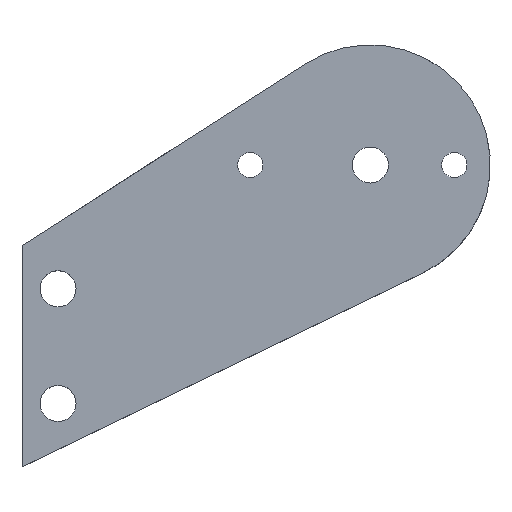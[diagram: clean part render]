
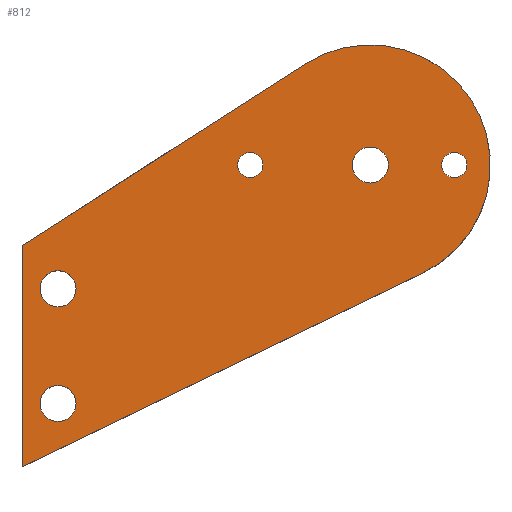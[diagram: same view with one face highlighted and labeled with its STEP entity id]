
A CAD part, top view. The second image highlights one B-rep face of the part: STEP entity #812.
In plain terms, the highlighted planar face has unit normal (0, 0, 1).
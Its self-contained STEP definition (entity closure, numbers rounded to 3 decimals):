
#23 = ORIENTED_EDGE ( 'NONE', *, *, #872, .F. ) ;
#27 = CARTESIAN_POINT ( 'NONE',  ( 46.606, 56.42, 27. ) ) ;
#30 = EDGE_CURVE ( 'NONE', #325, #601, #101, .T. ) ;
#36 = CARTESIAN_POINT ( 'NONE',  ( 23., 22.874, 27. ) ) ;
#37 = AXIS2_PLACEMENT_3D ( 'NONE', #46, #51, #43 ) ;
#39 = DIRECTION ( 'NONE',  ( 1., 0., 0. ) ) ;
#40 = ORIENTED_EDGE ( 'NONE', *, *, #250, .F. ) ;
#43 = DIRECTION ( 'NONE',  ( 1., 0., 0. ) ) ;
#44 = ORIENTED_EDGE ( 'NONE', *, *, #471, .T. ) ;
#46 = CARTESIAN_POINT ( 'NONE',  ( 52., 48., 27. ) ) ;
#51 = DIRECTION ( 'NONE',  ( 0., 0., 1. ) ) ;
#61 = FACE_OUTER_BOUND ( 'NONE', #203, .T. ) ;
#65 = EDGE_CURVE ( 'NONE', #892, #917, #309, .T. ) ;
#78 = DIRECTION ( 'NONE',  ( 0., 0., 1. ) ) ;
#79 = CARTESIAN_POINT ( 'NONE',  ( 50.5, 48., 27. ) ) ;
#81 = CIRCLE ( 'NONE', #399, 1.5 ) ;
#97 = EDGE_CURVE ( 'NONE', #898, #331, #422, .T. ) ;
#101 = CIRCLE ( 'NONE', #428, 1.05 ) ;
#113 = CARTESIAN_POINT ( 'NONE',  ( 42., 48., 27. ) ) ;
#115 = VERTEX_POINT ( 'NONE', #206 ) ;
#117 = CARTESIAN_POINT ( 'NONE',  ( 26., 37.698, 27. ) ) ;
#120 = CARTESIAN_POINT ( 'NONE',  ( 43.05, 48., 27. ) ) ;
#121 = CARTESIAN_POINT ( 'NONE',  ( 57.95, 48., 27. ) ) ;
#133 = EDGE_LOOP ( 'NONE', ( #377, #40 ) ) ;
#139 = LINE ( 'NONE', #446, #675 ) ;
#149 = ORIENTED_EDGE ( 'NONE', *, *, #666, .F. ) ;
#172 = AXIS2_PLACEMENT_3D ( 'NONE', #942, #280, #283 ) ;
#180 = LINE ( 'NONE', #36, #919 ) ;
#189 = CARTESIAN_POINT ( 'NONE',  ( 27.5, 28.143, 27. ) ) ;
#193 = EDGE_CURVE ( 'NONE', #331, #898, #81, .T. ) ;
#196 = EDGE_LOOP ( 'NONE', ( #542, #618 ) ) ;
#198 = DIRECTION ( 'NONE',  ( 0., 0., 1. ) ) ;
#203 = EDGE_LOOP ( 'NONE', ( #832, #44, #822, #852 ) ) ;
#204 = DIRECTION ( 'NONE',  ( 0., 0., 1. ) ) ;
#206 = CARTESIAN_POINT ( 'NONE',  ( 40.95, 48., 27. ) ) ;
#209 = DIRECTION ( 'NONE',  ( 0., 0., 1. ) ) ;
#212 = AXIS2_PLACEMENT_3D ( 'NONE', #117, #198, #323 ) ;
#215 = AXIS2_PLACEMENT_3D ( 'NONE', #472, #396, #39 ) ;
#216 = AXIS2_PLACEMENT_3D ( 'NONE', #939, #573, #861 ) ;
#217 = CARTESIAN_POINT ( 'NONE',  ( 56.352, 38.997, 27. ) ) ;
#220 = DIRECTION ( 'NONE',  ( 1., 0., 0. ) ) ;
#242 = CARTESIAN_POINT ( 'NONE',  ( 23., 22.874, 27. ) ) ;
#250 = EDGE_CURVE ( 'NONE', #825, #404, #286, .T. ) ;
#261 = EDGE_CURVE ( 'NONE', #473, #386, #522, .T. ) ;
#265 = EDGE_LOOP ( 'NONE', ( #608, #364 ) ) ;
#273 = CARTESIAN_POINT ( 'NONE',  ( 26., 28.143, 27. ) ) ;
#277 = FACE_BOUND ( 'NONE', #265, .T. ) ;
#280 = DIRECTION ( 'NONE',  ( 0., 0., 1. ) ) ;
#283 = DIRECTION ( 'NONE',  ( 1., 0., 0. ) ) ;
#284 = DIRECTION ( 'NONE',  ( -0.842, -0.539, 0. ) ) ;
#286 = CIRCLE ( 'NONE', #215, 1.5 ) ;
#304 = ORIENTED_EDGE ( 'NONE', *, *, #261, .F. ) ;
#306 = AXIS2_PLACEMENT_3D ( 'NONE', #113, #554, #337 ) ;
#309 = CIRCLE ( 'NONE', #755, 10. ) ;
#310 = CARTESIAN_POINT ( 'NONE',  ( 23., 41.298, 27. ) ) ;
#323 = DIRECTION ( 'NONE',  ( 1., 0., 0. ) ) ;
#325 = VERTEX_POINT ( 'NONE', #121 ) ;
#331 = VERTEX_POINT ( 'NONE', #189 ) ;
#337 = DIRECTION ( 'NONE',  ( 1., 0., 0. ) ) ;
#348 = ORIENTED_EDGE ( 'NONE', *, *, #839, .F. ) ;
#364 = ORIENTED_EDGE ( 'NONE', *, *, #30, .F. ) ;
#372 = EDGE_LOOP ( 'NONE', ( #149, #348 ) ) ;
#377 = ORIENTED_EDGE ( 'NONE', *, *, #683, .F. ) ;
#385 = DIRECTION ( 'NONE',  ( 0., 0., 1. ) ) ;
#386 = VERTEX_POINT ( 'NONE', #578 ) ;
#396 = DIRECTION ( 'NONE',  ( 0., 0., 1. ) ) ;
#399 = AXIS2_PLACEMENT_3D ( 'NONE', #541, #385, #456 ) ;
#401 = AXIS2_PLACEMENT_3D ( 'NONE', #654, #78, #865 ) ;
#404 = VERTEX_POINT ( 'NONE', #940 ) ;
#419 = CIRCLE ( 'NONE', #216, 1.05 ) ;
#422 = CIRCLE ( 'NONE', #938, 1.5 ) ;
#427 = DIRECTION ( 'NONE',  ( 1., 0., 0. ) ) ;
#428 = AXIS2_PLACEMENT_3D ( 'NONE', #854, #864, #427 ) ;
#441 = FACE_BOUND ( 'NONE', #133, .T. ) ;
#446 = CARTESIAN_POINT ( 'NONE',  ( 46.606, 56.42, 27. ) ) ;
#456 = DIRECTION ( 'NONE',  ( 1., 0., 0. ) ) ;
#471 = EDGE_CURVE ( 'NONE', #917, #539, #139, .T. ) ;
#472 = CARTESIAN_POINT ( 'NONE',  ( 26., 37.698, 27. ) ) ;
#473 = VERTEX_POINT ( 'NONE', #79 ) ;
#499 = CARTESIAN_POINT ( 'NONE',  ( 24.5, 37.698, 27. ) ) ;
#512 = CIRCLE ( 'NONE', #212, 1.5 ) ;
#513 = CARTESIAN_POINT ( 'NONE',  ( 24.5, 28.143, 27. ) ) ;
#522 = CIRCLE ( 'NONE', #37, 1.5 ) ;
#539 = VERTEX_POINT ( 'NONE', #310 ) ;
#541 = CARTESIAN_POINT ( 'NONE',  ( 26., 28.143, 27. ) ) ;
#542 = ORIENTED_EDGE ( 'NONE', *, *, #193, .F. ) ;
#547 = CARTESIAN_POINT ( 'NONE',  ( 23., 41.298, 27. ) ) ;
#554 = DIRECTION ( 'NONE',  ( 0., 0., 1. ) ) ;
#573 = DIRECTION ( 'NONE',  ( 0., 0., 1. ) ) ;
#577 = PLANE ( 'NONE',  #580 ) ;
#578 = CARTESIAN_POINT ( 'NONE',  ( 53.5, 48., 27. ) ) ;
#580 = AXIS2_PLACEMENT_3D ( 'NONE', #857, #204, #220 ) ;
#586 = FACE_BOUND ( 'NONE', #372, .T. ) ;
#588 = VERTEX_POINT ( 'NONE', #242 ) ;
#601 = VERTEX_POINT ( 'NONE', #664 ) ;
#608 = ORIENTED_EDGE ( 'NONE', *, *, #769, .F. ) ;
#618 = ORIENTED_EDGE ( 'NONE', *, *, #97, .F. ) ;
#644 = DIRECTION ( 'NONE',  ( 1., 0., 0. ) ) ;
#654 = CARTESIAN_POINT ( 'NONE',  ( 59., 48., 27. ) ) ;
#663 = EDGE_CURVE ( 'NONE', #588, #892, #180, .T. ) ;
#664 = CARTESIAN_POINT ( 'NONE',  ( 60.05, 48., 27. ) ) ;
#666 = EDGE_CURVE ( 'NONE', #677, #115, #915, .T. ) ;
#675 = VECTOR ( 'NONE', #284, 1000. ) ;
#677 = VERTEX_POINT ( 'NONE', #120 ) ;
#683 = EDGE_CURVE ( 'NONE', #404, #825, #512, .T. ) ;
#692 = CIRCLE ( 'NONE', #172, 1.5 ) ;
#702 = LINE ( 'NONE', #547, #750 ) ;
#727 = DIRECTION ( 'NONE',  ( 0., 0., 1. ) ) ;
#734 = EDGE_CURVE ( 'NONE', #539, #588, #702, .T. ) ;
#750 = VECTOR ( 'NONE', #846, 1000. ) ;
#755 = AXIS2_PLACEMENT_3D ( 'NONE', #929, #209, #644 ) ;
#769 = EDGE_CURVE ( 'NONE', #601, #325, #801, .T. ) ;
#790 = DIRECTION ( 'NONE',  ( 1., 0., 0. ) ) ;
#792 = FACE_BOUND ( 'NONE', #196, .T. ) ;
#801 = CIRCLE ( 'NONE', #401, 1.05 ) ;
#812 = ADVANCED_FACE ( 'NONE', ( #277, #586, #441, #792, #876, #61 ), #577, .T. ) ;
#822 = ORIENTED_EDGE ( 'NONE', *, *, #734, .T. ) ;
#825 = VERTEX_POINT ( 'NONE', #499 ) ;
#832 = ORIENTED_EDGE ( 'NONE', *, *, #65, .T. ) ;
#839 = EDGE_CURVE ( 'NONE', #115, #677, #419, .T. ) ;
#845 = EDGE_LOOP ( 'NONE', ( #23, #304 ) ) ;
#846 = DIRECTION ( 'NONE',  ( 0., -1., 0. ) ) ;
#852 = ORIENTED_EDGE ( 'NONE', *, *, #663, .T. ) ;
#854 = CARTESIAN_POINT ( 'NONE',  ( 59., 48., 27. ) ) ;
#857 = CARTESIAN_POINT ( 'NONE',  ( 52., 48., 27. ) ) ;
#861 = DIRECTION ( 'NONE',  ( 1., 0., 0. ) ) ;
#864 = DIRECTION ( 'NONE',  ( 0., 0., 1. ) ) ;
#865 = DIRECTION ( 'NONE',  ( 1., 0., 0. ) ) ;
#872 = EDGE_CURVE ( 'NONE', #386, #473, #692, .T. ) ;
#876 = FACE_BOUND ( 'NONE', #845, .T. ) ;
#892 = VERTEX_POINT ( 'NONE', #217 ) ;
#898 = VERTEX_POINT ( 'NONE', #513 ) ;
#915 = CIRCLE ( 'NONE', #306, 1.05 ) ;
#917 = VERTEX_POINT ( 'NONE', #27 ) ;
#919 = VECTOR ( 'NONE', #926, 1000. ) ;
#926 = DIRECTION ( 'NONE',  ( 0.9, 0.435, 0. ) ) ;
#929 = CARTESIAN_POINT ( 'NONE',  ( 52., 48., 27. ) ) ;
#938 = AXIS2_PLACEMENT_3D ( 'NONE', #273, #727, #790 ) ;
#939 = CARTESIAN_POINT ( 'NONE',  ( 42., 48., 27. ) ) ;
#940 = CARTESIAN_POINT ( 'NONE',  ( 27.5, 37.698, 27. ) ) ;
#942 = CARTESIAN_POINT ( 'NONE',  ( 52., 48., 27. ) ) ;
